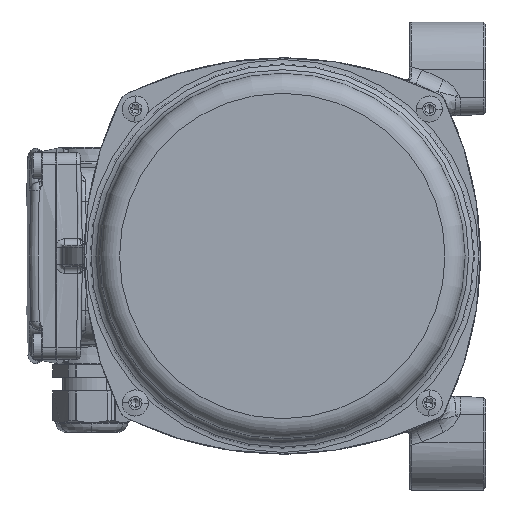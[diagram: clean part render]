
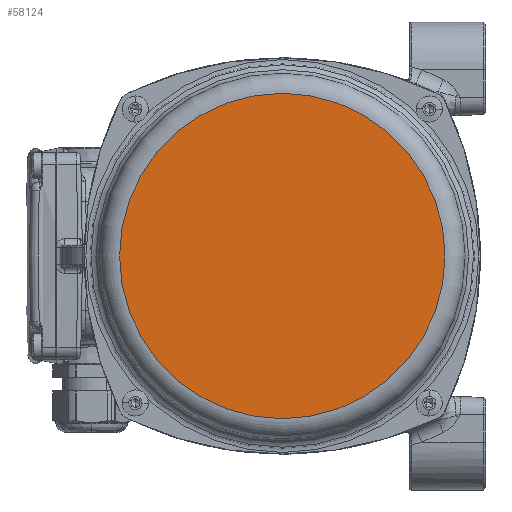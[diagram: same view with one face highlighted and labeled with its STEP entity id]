
A CAD part, left-side view. The second image highlights one B-rep face of the part: STEP entity #58124.
In plain terms, the highlighted planar face has unit normal (-1, 0, 0).
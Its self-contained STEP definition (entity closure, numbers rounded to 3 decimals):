
#3373 = FACE_OUTER_BOUND ( 'NONE', #88282, .T. ) ;
#3722 = AXIS2_PLACEMENT_3D ( 'NONE', #48979, #19872, #107236 ) ;
#12301 = CIRCLE ( 'NONE', #3722, 74.75 ) ;
#19872 = DIRECTION ( 'NONE',  ( -1., 0., 0. ) ) ;
#41771 = VERTEX_POINT ( 'NONE', #82046 ) ;
#48979 = CARTESIAN_POINT ( 'NONE',  ( -189., 0., 0. ) ) ;
#51991 = AXIS2_PLACEMENT_3D ( 'NONE', #97534, #79709, #113330 ) ;
#58124 = ADVANCED_FACE ( 'NONE', ( #3373 ), #122181, .F. ) ;
#60090 = ORIENTED_EDGE ( 'NONE', *, *, #78275, .T. ) ;
#78275 = EDGE_CURVE ( 'NONE', #41771, #41771, #12301, .T. ) ;
#79709 = DIRECTION ( 'NONE',  ( 1., 0., 0. ) ) ;
#82046 = CARTESIAN_POINT ( 'NONE',  ( -189., 0., -74.75 ) ) ;
#88282 = EDGE_LOOP ( 'NONE', ( #60090 ) ) ;
#97534 = CARTESIAN_POINT ( 'NONE',  ( -189., 0., 74.75 ) ) ;
#107236 = DIRECTION ( 'NONE',  ( 0., 0., -1. ) ) ;
#113330 = DIRECTION ( 'NONE',  ( 0., 0., 1. ) ) ;
#122181 = PLANE ( 'NONE',  #51991 ) ;
